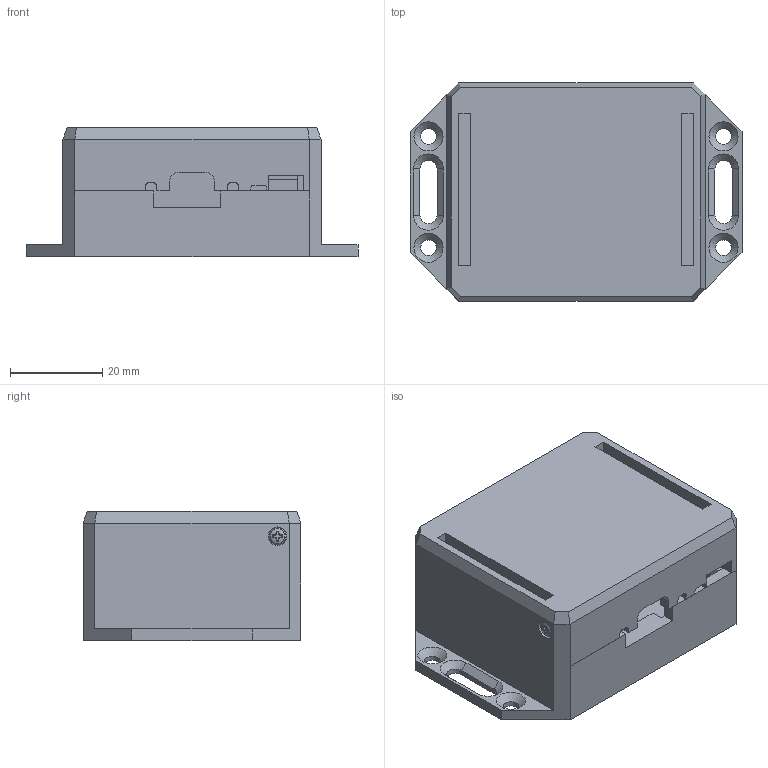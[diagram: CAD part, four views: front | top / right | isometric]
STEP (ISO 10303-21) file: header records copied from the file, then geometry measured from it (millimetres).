
FILE_DESCRIPTION(/* description */ (''),/* implementation_level */ '2;1');
FILE_NAME(/* name */ 'DataLogger_IoT_Enclosure v24.step',/* time_stamp */ '2023-05-11T12:27:59-06:00',/* author */ (''),/* organization */ (''),/* preprocessor_version */ 'ST-DEVELOPER v19.2',/* originating_system */ 'Autodesk Translation Framework v12.4.0.73',/* authorisation */ '');
FILE_SCHEMA (('AUTOMOTIVE_DESIGN { 1 0 10303 214 3 1 1 }'));
Length unit declared in the file: millimetre
Products named in the file (4): DataLogger_IoT_Enclosure; Top Shell; Bottom Shell; 90380A333_Phillips Rounded Head Thread-Forming Screws
Assembly tree (6 placements, depth 2):
  DataLogger_IoT_Enclosure
    Top Shell
    Bottom Shell
    90380A333_Phillips Rounded Head Thread-Forming Screws  x4
Bounding box: 71.88 x 47.18 x 27.94 mm (x, y, z)
Volume: 32834.9 mm3; surface area: 23095.3 mm2
Topology: 6 solids, 6 shells, 505 faces, 1395 edges, 910 vertices
Faces by surface type: plane 245, cylinder 158, bspline 52, cone 36, torus 12, sphere 2
Full cylindrical faces by diameter (mm): 1.25 x32, 1.6 x8, 2.2 x32, 3.4 x4, 4 x4
Entity records: 14458 total; most frequent: CARTESIAN_POINT 7791, ORIENTED_EDGE 1410, DIRECTION 1275, EDGE_CURVE 705, LINE 479, VECTOR 479, VERTEX_POINT 457, AXIS2_PLACEMENT_3D 398
